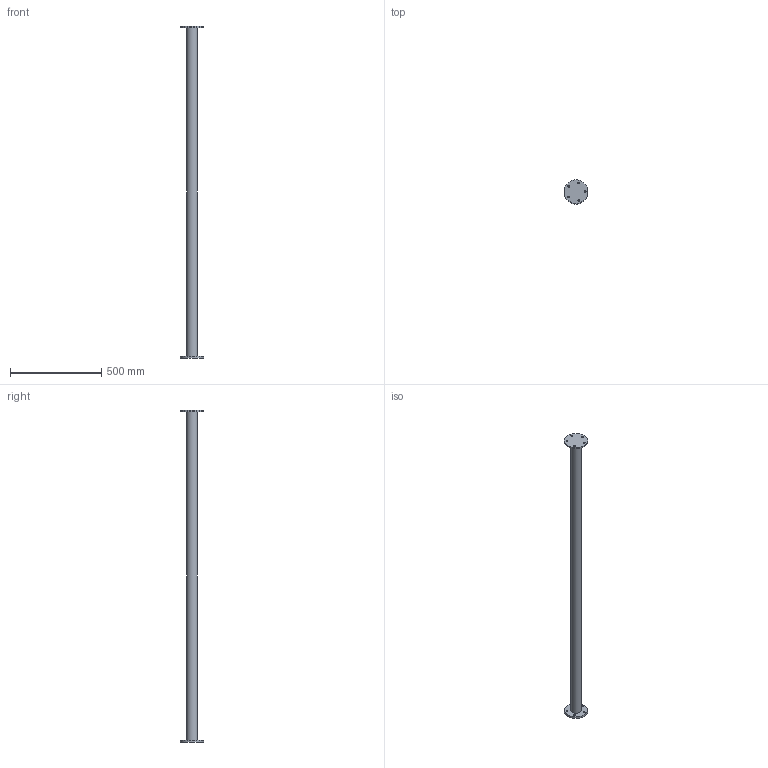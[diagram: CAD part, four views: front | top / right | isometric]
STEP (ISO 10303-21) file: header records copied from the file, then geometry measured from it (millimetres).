
FILE_DESCRIPTION(/* description */ (''),/* implementation_level */ '2;1');
FILE_NAME(/* name */ 'shaft axel.stp',/* time_stamp */ '2019-07-29T08:40:12+07:00',/* author */ ('BARLY'),/* organization */ (''),/* preprocessor_version */ 'ST-DEVELOPER v18',/* originating_system */ 'Autodesk Inventor 2020',/* authorisation */ '');
FILE_SCHEMA (('AUTOMOTIVE_DESIGN { 1 0 10303 214 3 1 1 }'));
Length unit declared in the file: millimetre
Products named in the file (1): shaft axel
Bounding box: 130 x 130 x 1820 mm (x, y, z)
Volume: 5346990.7 mm3; surface area: 396469 mm2
Topology: 1 solids, 1 shells, 17 faces, 45 edges, 32 vertices
Faces by surface type: cylinder 13, plane 4
Full cylindrical faces by diameter (mm): 10 x10, 60 x1, 130 x2
Entity records: 640 total; most frequent: DIRECTION 113, CARTESIAN_POINT 95, ORIENTED_EDGE 90, AXIS2_PLACEMENT_3D 50, EDGE_CURVE 45, EDGE_LOOP 39, CIRCLE 32, VERTEX_POINT 32
